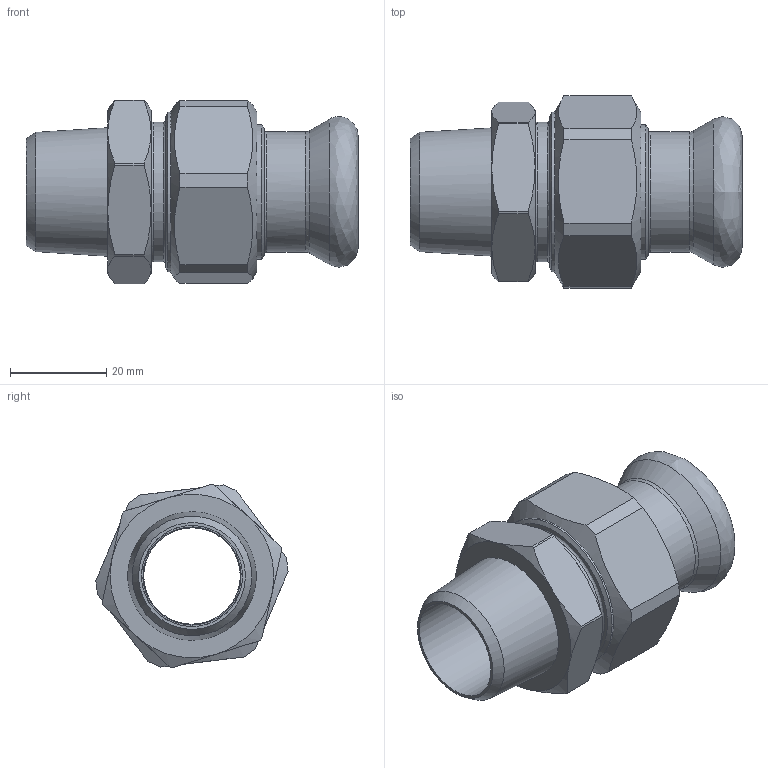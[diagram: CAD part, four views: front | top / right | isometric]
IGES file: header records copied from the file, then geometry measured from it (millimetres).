
Global section: file name: S64QE; native system: Autodesk Inventor 2016; preprocessor: unknown; author: aporro; date: 20180212.085635; units: millimetre
Bounding box: 69 x 39.95 x 38.14 mm (x, y, z)
Volume: 26130.6 mm3; surface area: 18115.2 mm2
Topology: 4 solids, 4 shells, 87 faces, 237 edges, 164 vertices
Faces by surface type: bspline 87
